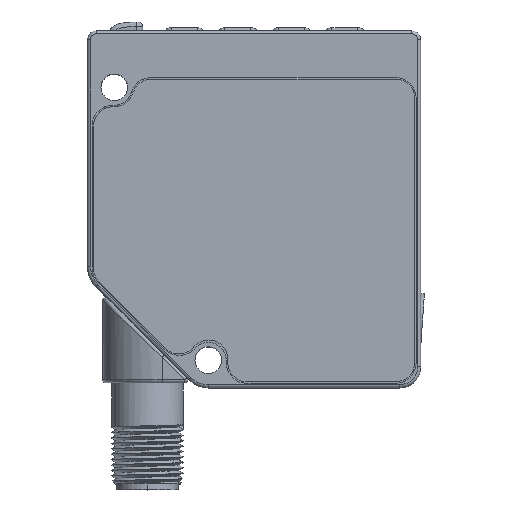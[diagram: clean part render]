
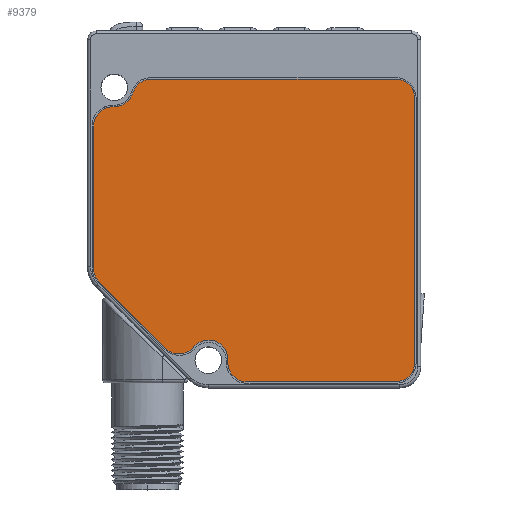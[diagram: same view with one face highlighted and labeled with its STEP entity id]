
A CAD part, top view. The second image highlights one B-rep face of the part: STEP entity #9379.
In plain terms, the highlighted planar face has unit normal (0, 0, 1).
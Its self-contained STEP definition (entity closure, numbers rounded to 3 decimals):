
#8980=CARTESIAN_POINT('',(-21.269,21.625,1.));
#8981=DIRECTION('',(0.,0.,1.));
#8982=DIRECTION('',(0.,1.,0.));
#8983=AXIS2_PLACEMENT_3D('',#8980,#8981,#8982);
#8985=DIRECTION('',(-1.,0.,0.));
#8986=VECTOR('',#8985,41.019);
#8987=CARTESIAN_POINT('',(19.75,24.875,1.));
#8988=LINE('',#8987,#8986);
#8989=CARTESIAN_POINT('',(19.75,21.625,1.));
#8990=DIRECTION('',(0.,0.,1.));
#8991=DIRECTION('',(1.,0.,0.));
#8992=AXIS2_PLACEMENT_3D('',#8989,#8990,#8991);
#8994=DIRECTION('',(0.,1.,0.));
#8995=VECTOR('',#8994,44.4);
#8996=CARTESIAN_POINT('',(23.,-22.775,1.));
#8997=LINE('',#8996,#8995);
#8998=CARTESIAN_POINT('',(19.75,-22.775,1.));
#8999=DIRECTION('',(0.,0.,1.));
#9000=DIRECTION('',(0.,-1.,0.));
#9001=AXIS2_PLACEMENT_3D('',#8998,#8999,#9000);
#9003=DIRECTION('',(1.,0.,0.));
#9004=VECTOR('',#9003,24.928);
#9005=CARTESIAN_POINT('',(-5.178,-26.025,1.));
#9006=LINE('',#9005,#9004);
#9007=CARTESIAN_POINT('',(-5.178,-22.775,1.));
#9008=DIRECTION('',(0.,0.,1.));
#9009=DIRECTION('',(-0.997,0.079,0.));
#9010=AXIS2_PLACEMENT_3D('',#9007,#9008,#9009);
#9012=CARTESIAN_POINT('',(-11.657,-22.258,1.));
#9013=DIRECTION('',(0.,0.,-1.));
#9014=DIRECTION('',(-0.767,0.641,0.));
#9015=AXIS2_PLACEMENT_3D('',#9012,#9013,#9014);
#9017=CARTESIAN_POINT('',(-16.644,-18.089,1.));
#9018=DIRECTION('',(0.,0.,1.));
#9019=DIRECTION('',(-0.707,-0.707,0.));
#9020=AXIS2_PLACEMENT_3D('',#9017,#9018,#9019);
#9022=DIRECTION('',(0.707,-0.707,0.));
#9023=VECTOR('',#9022,15.706);
#9024=CARTESIAN_POINT('',(-30.048,-9.281,1.));
#9025=LINE('',#9024,#9023);
#9026=CARTESIAN_POINT('',(-27.75,-6.983,1.));
#9027=DIRECTION('',(0.,0.,1.));
#9028=DIRECTION('',(-1.,0.,0.));
#9029=AXIS2_PLACEMENT_3D('',#9026,#9027,#9028);
#9031=DIRECTION('',(0.,-1.,0.));
#9032=VECTOR('',#9031,23.958);
#9033=CARTESIAN_POINT('',(-31.,16.975,1.));
#9034=LINE('',#9033,#9032);
#9035=CARTESIAN_POINT('',(-27.75,16.975,1.));
#9036=DIRECTION('',(0.,0.,1.));
#9037=DIRECTION('',(0.,1.,0.));
#9038=AXIS2_PLACEMENT_3D('',#9035,#9036,#9037);
#9040=DIRECTION('',(-1.,0.,0.));
#9041=VECTOR('',#9040,0.25);
#9042=CARTESIAN_POINT('',(-27.5,20.225,1.));
#9043=LINE('',#9042,#9041);
#9044=CARTESIAN_POINT('',(-27.5,23.475,1.));
#9045=DIRECTION('',(0.,0.,-1.));
#9046=DIRECTION('',(0.959,-0.285,0.));
#9047=AXIS2_PLACEMENT_3D('',#9044,#9045,#9046);
#9079=CARTESIAN_POINT('',(-21.269,24.875,1.));
#9080=CARTESIAN_POINT('',(-24.384,22.55,1.));
#9081=VERTEX_POINT('',#9079);
#9082=VERTEX_POINT('',#9080);
#9083=CARTESIAN_POINT('',(-27.5,20.225,1.));
#9084=VERTEX_POINT('',#9083);
#9085=CARTESIAN_POINT('',(-27.75,20.225,1.));
#9086=VERTEX_POINT('',#9085);
#9087=CARTESIAN_POINT('',(-31.,16.975,1.));
#9088=VERTEX_POINT('',#9087);
#9089=CARTESIAN_POINT('',(-31.,-6.983,1.));
#9090=VERTEX_POINT('',#9089);
#9091=CARTESIAN_POINT('',(-30.048,-9.281,1.));
#9092=VERTEX_POINT('',#9091);
#9093=CARTESIAN_POINT('',(-18.942,-20.387,1.));
#9094=VERTEX_POINT('',#9093);
#9095=CARTESIAN_POINT('',(-14.151,-20.174,1.));
#9096=VERTEX_POINT('',#9095);
#9097=CARTESIAN_POINT('',(-8.417,-22.517,1.));
#9098=VERTEX_POINT('',#9097);
#9099=CARTESIAN_POINT('',(-5.178,-26.025,1.));
#9100=VERTEX_POINT('',#9099);
#9101=CARTESIAN_POINT('',(19.75,-26.025,1.));
#9102=VERTEX_POINT('',#9101);
#9103=CARTESIAN_POINT('',(23.,-22.775,1.));
#9104=VERTEX_POINT('',#9103);
#9105=CARTESIAN_POINT('',(23.,21.625,1.));
#9106=VERTEX_POINT('',#9105);
#9107=CARTESIAN_POINT('',(19.75,24.875,1.));
#9108=VERTEX_POINT('',#9107);
#9357=CARTESIAN_POINT('',(0.,0.,1.));
#9358=DIRECTION('',(0.,0.,1.));
#9359=DIRECTION('',(1.,0.,0.));
#9360=AXIS2_PLACEMENT_3D('',#9357,#9358,#9359);
#9361=PLANE('',#9360);
#9362=ORIENTED_EDGE('',*,*,#9155,.F.);
#9363=ORIENTED_EDGE('',*,*,#9170,.F.);
#9364=ORIENTED_EDGE('',*,*,#9184,.F.);
#9365=ORIENTED_EDGE('',*,*,#9198,.F.);
#9366=ORIENTED_EDGE('',*,*,#9212,.F.);
#9367=ORIENTED_EDGE('',*,*,#9226,.F.);
#9368=ORIENTED_EDGE('',*,*,#9240,.F.);
#9369=ORIENTED_EDGE('',*,*,#9254,.F.);
#9370=ORIENTED_EDGE('',*,*,#9268,.F.);
#9371=ORIENTED_EDGE('',*,*,#9282,.F.);
#9372=ORIENTED_EDGE('',*,*,#9296,.F.);
#9373=ORIENTED_EDGE('',*,*,#9310,.F.);
#9374=ORIENTED_EDGE('',*,*,#9324,.F.);
#9375=ORIENTED_EDGE('',*,*,#9338,.F.);
#9376=ORIENTED_EDGE('',*,*,#9351,.F.);
#9377=EDGE_LOOP('',(#9362,#9363,#9364,#9365,#9366,#9367,#9368,#9369,#9370,#9371,
#9372,#9373,#9374,#9375,#9376));
#9378=FACE_OUTER_BOUND('',#9377,.F.);
#9379=ADVANCED_FACE('',(#9378),#9361,.T.);
#8984=CIRCLE('',#8983,3.25);
#8993=CIRCLE('',#8992,3.25);
#9002=CIRCLE('',#9001,3.25);
#9011=CIRCLE('',#9010,3.25);
#9016=CIRCLE('',#9015,3.25);
#9021=CIRCLE('',#9020,3.25);
#9030=CIRCLE('',#9029,3.25);
#9039=CIRCLE('',#9038,3.25);
#9048=CIRCLE('',#9047,3.25);
#9155=EDGE_CURVE('',#9081,#9082,#8984,.T.);
#9170=EDGE_CURVE('',#9108,#9081,#8988,.T.);
#9184=EDGE_CURVE('',#9106,#9108,#8993,.T.);
#9198=EDGE_CURVE('',#9104,#9106,#8997,.T.);
#9212=EDGE_CURVE('',#9102,#9104,#9002,.T.);
#9226=EDGE_CURVE('',#9100,#9102,#9006,.T.);
#9240=EDGE_CURVE('',#9098,#9100,#9011,.T.);
#9254=EDGE_CURVE('',#9096,#9098,#9016,.T.);
#9268=EDGE_CURVE('',#9094,#9096,#9021,.T.);
#9282=EDGE_CURVE('',#9092,#9094,#9025,.T.);
#9296=EDGE_CURVE('',#9090,#9092,#9030,.T.);
#9310=EDGE_CURVE('',#9088,#9090,#9034,.T.);
#9324=EDGE_CURVE('',#9086,#9088,#9039,.T.);
#9338=EDGE_CURVE('',#9084,#9086,#9043,.T.);
#9351=EDGE_CURVE('',#9082,#9084,#9048,.T.);
